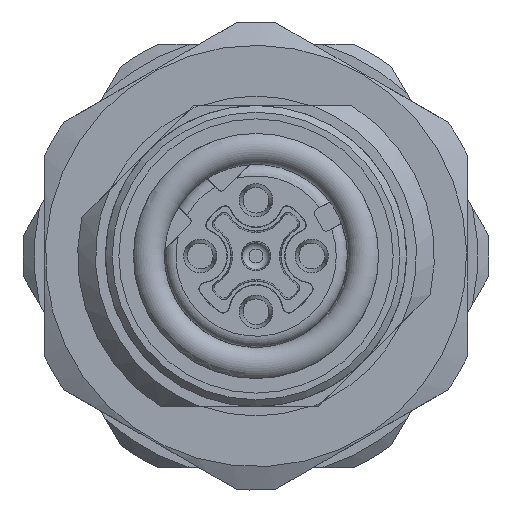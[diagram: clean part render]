
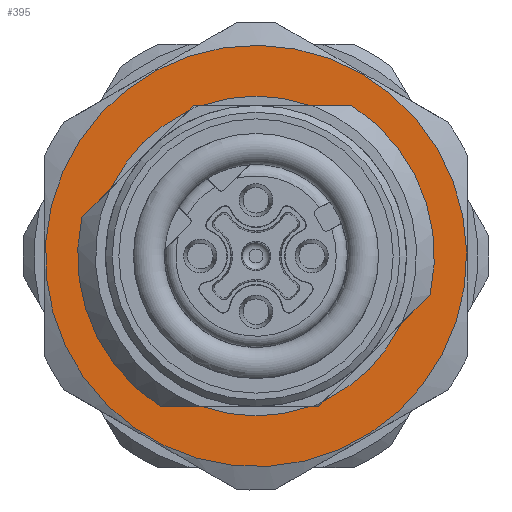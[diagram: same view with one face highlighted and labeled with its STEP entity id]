
A CAD part, front view. The second image highlights one B-rep face of the part: STEP entity #395.
In plain terms, the highlighted planar face has unit normal (0, -1, 0).
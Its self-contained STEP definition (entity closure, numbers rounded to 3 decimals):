
#191=FACE_BOUND('',#799,.T.);
#192=FACE_BOUND('',#800,.T.);
#312=PLANE('',#3450);
#395=ADVANCED_FACE('',(#191,#192),#312,.T.);
#799=EDGE_LOOP('',(#1526));
#800=EDGE_LOOP('',(#1527,#1528,#1529,#1530,#1531,#1532,#1533,#1534,#1535,
#1536,#1537,#1538,#1539,#1540));
#1055=LINE('',#4996,#1236);
#1057=LINE('',#4999,#1238);
#1063=LINE('',#5015,#1244);
#1064=LINE('',#5016,#1245);
#1070=LINE('',#5032,#1251);
#1072=LINE('',#5035,#1253);
#1077=LINE('',#5049,#1258);
#1078=LINE('',#5050,#1259);
#1236=VECTOR('',#3932,1.);
#1238=VECTOR('',#3934,1.);
#1244=VECTOR('',#3942,1.);
#1245=VECTOR('',#3943,1.);
#1251=VECTOR('',#3951,1.);
#1253=VECTOR('',#3953,1.);
#1258=VECTOR('',#3960,1.);
#1259=VECTOR('',#3961,1.);
#1526=ORIENTED_EDGE('',*,*,#2774,.F.);
#1527=ORIENTED_EDGE('',*,*,#2747,.F.);
#1528=ORIENTED_EDGE('',*,*,#2754,.F.);
#1529=ORIENTED_EDGE('',*,*,#2775,.F.);
#1530=ORIENTED_EDGE('',*,*,#2755,.F.);
#1531=ORIENTED_EDGE('',*,*,#2730,.F.);
#1532=ORIENTED_EDGE('',*,*,#2770,.T.);
#1533=ORIENTED_EDGE('',*,*,#2776,.F.);
#1534=ORIENTED_EDGE('',*,*,#2771,.T.);
#1535=ORIENTED_EDGE('',*,*,#2762,.T.);
#1536=ORIENTED_EDGE('',*,*,#2777,.F.);
#1537=ORIENTED_EDGE('',*,*,#2764,.T.);
#1538=ORIENTED_EDGE('',*,*,#2707,.F.);
#1539=ORIENTED_EDGE('',*,*,#2745,.F.);
#1540=ORIENTED_EDGE('',*,*,#2778,.F.);
#2369=VERTEX_POINT('',#4888);
#2371=VERTEX_POINT('',#4891);
#2386=VERTEX_POINT('',#4953);
#2387=VERTEX_POINT('',#4955);
#2396=VERTEX_POINT('',#4995);
#2397=VERTEX_POINT('',#4998);
#2398=VERTEX_POINT('',#5000);
#2402=VERTEX_POINT('',#5014);
#2403=VERTEX_POINT('',#5017);
#2407=VERTEX_POINT('',#5031);
#2408=VERTEX_POINT('',#5033);
#2409=VERTEX_POINT('',#5036);
#2412=VERTEX_POINT('',#5048);
#2413=VERTEX_POINT('',#5051);
#2415=VERTEX_POINT('',#5057);
#2707=EDGE_CURVE('',#2369,#2371,#3177,.T.);
#2730=EDGE_CURVE('',#2386,#2387,#3186,.T.);
#2745=EDGE_CURVE('',#2396,#2369,#1055,.T.);
#2747=EDGE_CURVE('',#2397,#2398,#1057,.T.);
#2754=EDGE_CURVE('',#2402,#2397,#1063,.T.);
#2755=EDGE_CURVE('',#2387,#2403,#1064,.T.);
#2762=EDGE_CURVE('',#2408,#2407,#1070,.T.);
#2764=EDGE_CURVE('',#2409,#2371,#1072,.T.);
#2770=EDGE_CURVE('',#2386,#2412,#1077,.T.);
#2771=EDGE_CURVE('',#2413,#2408,#1078,.T.);
#2774=EDGE_CURVE('',#2415,#2415,#3193,.T.);
#2775=EDGE_CURVE('',#2403,#2402,#3194,.T.);
#2776=EDGE_CURVE('',#2413,#2412,#3195,.T.);
#2777=EDGE_CURVE('',#2409,#2407,#3196,.T.);
#2778=EDGE_CURVE('',#2398,#2396,#3197,.T.);
#3177=CIRCLE('',#3410,8.);
#3186=CIRCLE('',#3426,8.);
#3193=CIRCLE('',#3445,9.45);
#3194=CIRCLE('',#3446,7.172);
#3195=CIRCLE('',#3447,7.172);
#3196=CIRCLE('',#3448,7.172);
#3197=CIRCLE('',#3449,7.172);
#3410=AXIS2_PLACEMENT_3D('',#4890,#3857,#3858);
#3426=AXIS2_PLACEMENT_3D('',#4954,#3897,#3898);
#3445=AXIS2_PLACEMENT_3D('',#5056,#3966,#3967);
#3446=AXIS2_PLACEMENT_3D('',#5058,#3968,#3969);
#3447=AXIS2_PLACEMENT_3D('',#5059,#3970,#3971);
#3448=AXIS2_PLACEMENT_3D('',#5060,#3972,#3973);
#3449=AXIS2_PLACEMENT_3D('',#5061,#3974,#3975);
#3450=AXIS2_PLACEMENT_3D('',#5062,#3976,#3977);
#3857=DIRECTION('',(0.,-1.,0.));
#3858=DIRECTION('',(0.,0.,1.));
#3897=DIRECTION('',(0.,-1.,0.));
#3898=DIRECTION('',(0.,0.,1.));
#3932=DIRECTION('',(-0.707,0.,-0.707));
#3934=DIRECTION('',(-0.707,0.,-0.707));
#3942=DIRECTION('',(-1.,0.,0.));
#3943=DIRECTION('',(-1.,0.,0.));
#3951=DIRECTION('',(-1.,0.,0.));
#3953=DIRECTION('',(-1.,0.,0.));
#3960=DIRECTION('',(-0.707,0.,-0.707));
#3961=DIRECTION('',(-0.707,0.,-0.707));
#3966=DIRECTION('',(0.,1.,0.));
#3967=DIRECTION('',(0.5,0.,0.866));
#3968=DIRECTION('',(0.,-1.,0.));
#3969=DIRECTION('',(-0.5,0.,-0.866));
#3970=DIRECTION('',(0.,-1.,0.));
#3971=DIRECTION('',(-0.5,0.,-0.866));
#3972=DIRECTION('',(0.,-1.,0.));
#3973=DIRECTION('',(-0.5,0.,-0.866));
#3974=DIRECTION('',(0.,-1.,0.));
#3975=DIRECTION('',(-0.5,0.,-0.866));
#3976=DIRECTION('',(0.,-1.,0.));
#3977=DIRECTION('',(0.5,0.,0.866));
#4888=CARTESIAN_POINT('',(7.941,-6.25,1.737));
#4890=CARTESIAN_POINT('',(15.75,-6.25,0.));
#4891=CARTESIAN_POINT('',(11.456,-6.25,-6.75));
#4953=CARTESIAN_POINT('',(23.559,-6.25,-1.737));
#4954=CARTESIAN_POINT('',(15.75,-6.25,0.));
#4955=CARTESIAN_POINT('',(20.044,-6.25,6.75));
#4995=CARTESIAN_POINT('',(9.263,-6.25,3.059));
#4996=CARTESIAN_POINT('',(6.915,-6.25,0.711));
#4998=CARTESIAN_POINT('',(12.954,-6.25,6.75));
#4999=CARTESIAN_POINT('',(6.915,-6.25,0.711));
#5000=CARTESIAN_POINT('',(12.691,-6.25,6.487));
#5014=CARTESIAN_POINT('',(13.326,-6.25,6.75));
#5015=CARTESIAN_POINT('',(12.954,-6.25,6.75));
#5016=CARTESIAN_POINT('',(12.954,-6.25,6.75));
#5017=CARTESIAN_POINT('',(18.174,-6.25,6.75));
#5031=CARTESIAN_POINT('',(18.174,-6.25,-6.75));
#5032=CARTESIAN_POINT('',(10.006,-6.25,-6.75));
#5033=CARTESIAN_POINT('',(18.546,-6.25,-6.75));
#5035=CARTESIAN_POINT('',(10.006,-6.25,-6.75));
#5036=CARTESIAN_POINT('',(13.326,-6.25,-6.75));
#5048=CARTESIAN_POINT('',(22.237,-6.25,-3.059));
#5049=CARTESIAN_POINT('',(18.546,-6.25,-6.75));
#5050=CARTESIAN_POINT('',(18.546,-6.25,-6.75));
#5051=CARTESIAN_POINT('',(18.809,-6.25,-6.487));
#5056=CARTESIAN_POINT('',(15.75,-6.25,0.));
#5057=CARTESIAN_POINT('',(20.475,-6.25,8.184));
#5058=CARTESIAN_POINT('',(15.75,-6.25,0.));
#5059=CARTESIAN_POINT('',(15.75,-6.25,0.));
#5060=CARTESIAN_POINT('',(15.75,-6.25,0.));
#5061=CARTESIAN_POINT('',(15.75,-6.25,0.));
#5062=CARTESIAN_POINT('',(15.75,-6.25,0.));
